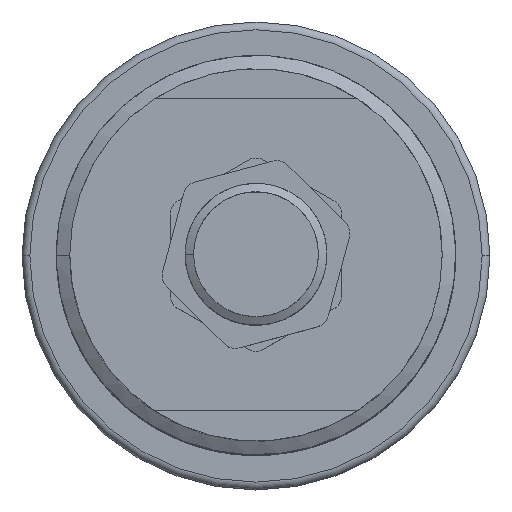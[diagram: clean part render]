
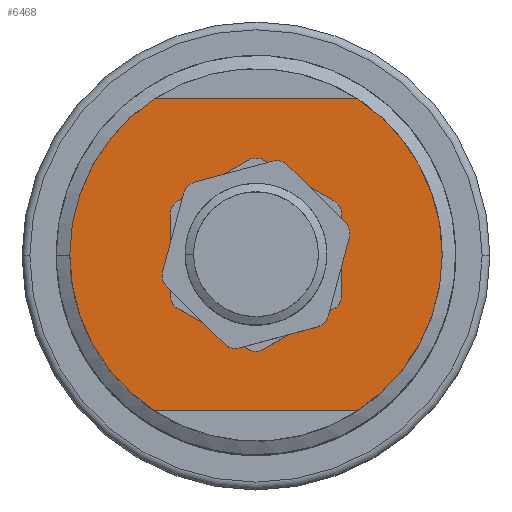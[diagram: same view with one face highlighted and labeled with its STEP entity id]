
A CAD part, top view. The second image highlights one B-rep face of the part: STEP entity #6468.
In plain terms, the highlighted planar face has unit normal (0, 0, 1).
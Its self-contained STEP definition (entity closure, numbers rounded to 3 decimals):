
#1275=EDGE_CURVE('NONE',#1276,#1278,#1280,.F.);
#1276=VERTEX_POINT('NONE',#1277);
#1277=CARTESIAN_POINT('',(3.262,5.0,23.9));
#1278=VERTEX_POINT('NONE',#1279);
#1279=CARTESIAN_POINT('',(5.97,0.,23.9));
#1280=CIRCLE('',#1281,5.97);
#1281=AXIS2_PLACEMENT_3D('',#1282,#1283,#1284);
#1282=CARTESIAN_POINT('',(0.0,0.0,23.9));
#1283=DIRECTION('',(0.0,0.0,1.0));
#1284=DIRECTION('',(1.0,0.0,0.0));
#1309=VERTEX_POINT('NONE',#1310);
#1310=CARTESIAN_POINT('',(-5.97,0.0,23.9));
#1316=EDGE_CURVE('NONE',#1309,#1317,#1319,.F.);
#1317=VERTEX_POINT('NONE',#1318);
#1318=CARTESIAN_POINT('',(-3.262,5.0,23.9));
#1319=CIRCLE('',#1320,5.97);
#1320=AXIS2_PLACEMENT_3D('',#1321,#1322,#1323);
#1321=CARTESIAN_POINT('',(0.0,0.0,23.9));
#1322=DIRECTION('',(0.0,0.0,1.0));
#1323=DIRECTION('',(1.0,0.0,0.0));
#2397=EDGE_CURVE('NONE',#1278,#2398,#2400,.F.);
#2398=VERTEX_POINT('NONE',#2399);
#2399=CARTESIAN_POINT('',(3.262,-5.0,23.9));
#2400=CIRCLE('',#2401,5.97);
#2401=AXIS2_PLACEMENT_3D('',#2402,#2403,#2404);
#2402=CARTESIAN_POINT('',(0.0,0.0,23.9));
#2403=DIRECTION('',(0.0,0.0,1.0));
#2404=DIRECTION('',(1.0,0.0,0.0));
#2424=VERTEX_POINT('NONE',#2425);
#2425=CARTESIAN_POINT('',(-3.262,-5.0,23.9));
#2431=EDGE_CURVE('NONE',#2424,#1309,#2432,.F.);
#2432=CIRCLE('',#2433,5.97);
#2433=AXIS2_PLACEMENT_3D('',#2434,#2435,#2436);
#2434=CARTESIAN_POINT('',(0.0,0.0,23.9));
#2435=DIRECTION('',(0.0,0.0,1.0));
#2436=DIRECTION('',(1.0,0.0,0.0));
#3167=VERTEX_POINT('NONE',#3168);
#3168=CARTESIAN_POINT('',(-2.0,0.0,23.9));
#4866=VERTEX_POINT('NONE',#4867);
#4867=CARTESIAN_POINT('',(0.,2.0,23.9));
#4873=EDGE_CURVE('NONE',#4866,#3167,#4874,.T.);
#4874=CIRCLE('',#4875,2.0);
#4875=AXIS2_PLACEMENT_3D('',#4876,#4877,#4878);
#4876=CARTESIAN_POINT('',(0.0,0.0,23.9));
#4877=DIRECTION('',(0.0,0.0,1.0));
#4878=DIRECTION('',(1.0,0.0,0.0));
#4902=VERTEX_POINT('NONE',#4903);
#4903=CARTESIAN_POINT('',(0.851,-2.105,23.9));
#4909=EDGE_CURVE('NONE',#4902,#4910,#4912,.F.);
#4910=VERTEX_POINT('NONE',#4911);
#4911=CARTESIAN_POINT('',(2.093,-0.881,23.9));
#4912=B_SPLINE_CURVE_WITH_KNOTS('',3,(#4913,#4914,#4915,#4916,#4917,#4918),.UNSPECIFIED.,.F.,.U.,(4,2,4),(0.0,0.001,0.002),.UNSPECIFIED.);
#4913=CARTESIAN_POINT('',(2.093,-0.881,23.9));
#4914=CARTESIAN_POINT('',(1.977,-1.156,23.9));
#4915=CARTESIAN_POINT('',(1.806,-1.408,23.9));
#4916=CARTESIAN_POINT('',(1.383,-1.826,23.9));
#4917=CARTESIAN_POINT('',(1.128,-1.993,23.9));
#4918=CARTESIAN_POINT('',(0.851,-2.105,23.9));
#5434=EDGE_CURVE('NONE',#3167,#4902,#5435,.F.);
#5435=B_SPLINE_CURVE_WITH_KNOTS('',3,(#5436,#5437,#5438,#5439,#5440,#5441,#5442,#5443,#5444,#5445,#5446,#5447,#5448,#5449,#5450,#5451,#5452,#5453),.UNSPECIFIED.,.F.,.U.,(4,2,2,2,2,2,2,2,4),(0.0,0.001,0.001,0.002,0.002,0.003,0.003,0.004,0.004),.UNSPECIFIED.);
#5436=CARTESIAN_POINT('',(0.851,-2.105,23.9));
#5437=CARTESIAN_POINT('',(0.685,-2.161,23.9));
#5438=CARTESIAN_POINT('',(0.515,-2.197,23.9));
#5439=CARTESIAN_POINT('',(0.168,-2.228,23.9));
#5440=CARTESIAN_POINT('',(-0.009,-2.223,23.9));
#5441=CARTESIAN_POINT('',(-0.352,-2.172,23.9));
#5442=CARTESIAN_POINT('',(-0.523,-2.126,23.9));
#5443=CARTESIAN_POINT('',(-0.846,-1.995,23.9));
#5444=CARTESIAN_POINT('',(-0.998,-1.912,23.9));
#5445=CARTESIAN_POINT('',(-1.282,-1.709,23.9));
#5446=CARTESIAN_POINT('',(-1.411,-1.589,23.9));
#5447=CARTESIAN_POINT('',(-1.633,-1.323,23.9));
#5448=CARTESIAN_POINT('',(-1.729,-1.174,23.9));
#5449=CARTESIAN_POINT('',(-1.878,-0.86,23.9));
#5450=CARTESIAN_POINT('',(-1.933,-0.694,23.9));
#5451=CARTESIAN_POINT('',(-2.,-0.349,23.9));
#5452=CARTESIAN_POINT('',(-2.011,-0.176,23.9));
#5453=CARTESIAN_POINT('',(-2.0,0.0,23.9));
#5964=EDGE_CURVE('NONE',#4910,#4866,#5965,.F.);
#5965=B_SPLINE_CURVE_WITH_KNOTS('',3,(#5966,#5967,#5968,#5969,#5970,#5971,#5972,#5973,#5974,#5975,#5976,#5977,#5978,#5979,#5980,#5981,#5982,#5983),.UNSPECIFIED.,.F.,.U.,(4,2,2,2,2,2,2,2,4),(0.0,0.001,0.001,0.002,0.002,0.003,0.003,0.004,0.004),.UNSPECIFIED.);
#5966=CARTESIAN_POINT('',(0.,2.0,23.9));
#5967=CARTESIAN_POINT('',(0.177,2.013,23.9));
#5968=CARTESIAN_POINT('',(0.351,2.002,23.9));
#5969=CARTESIAN_POINT('',(0.696,1.935,23.9));
#5970=CARTESIAN_POINT('',(0.865,1.878,23.9));
#5971=CARTESIAN_POINT('',(1.18,1.724,23.9));
#5972=CARTESIAN_POINT('',(1.329,1.626,23.9));
#5973=CARTESIAN_POINT('',(1.596,1.4,23.9));
#5974=CARTESIAN_POINT('',(1.717,1.27,23.9));
#5975=CARTESIAN_POINT('',(1.922,0.983,23.9));
#5976=CARTESIAN_POINT('',(2.005,0.83,23.9));
#5977=CARTESIAN_POINT('',(2.135,0.503,23.9));
#5978=CARTESIAN_POINT('',(2.179,0.331,23.9));
#5979=CARTESIAN_POINT('',(2.224,-0.016,23.9));
#5980=CARTESIAN_POINT('',(2.226,-0.194,23.9));
#5981=CARTESIAN_POINT('',(2.189,-0.543,23.9));
#5982=CARTESIAN_POINT('',(2.151,-0.713,23.9));
#5983=CARTESIAN_POINT('',(2.093,-0.881,23.9));
#6468=ADVANCED_FACE('NONE',(#6469,#6487),#6493,.T.);
#6469=FACE_BOUND('NONE',#6470,.T.);
#6470=EDGE_LOOP('',(#6471,#6477,#6478,#6479,#6485,#6486));
#6471=ORIENTED_EDGE('',*,*,#6472,.T.);
#6472=EDGE_CURVE('NONE',#2424,#2398,#6473,.F.);
#6473=LINE('',#6474,#6475);
#6474=CARTESIAN_POINT('',(0.0,-5.0,23.9));
#6475=VECTOR('',#6476,1.0);
#6476=DIRECTION('',(-1.0,0.0,0.0));
#6477=ORIENTED_EDGE('',*,*,#2397,.F.);
#6478=ORIENTED_EDGE('',*,*,#1275,.F.);
#6479=ORIENTED_EDGE('',*,*,#6480,.T.);
#6480=EDGE_CURVE('NONE',#1276,#1317,#6481,.F.);
#6481=LINE('',#6482,#6483);
#6482=CARTESIAN_POINT('',(0.0,5.0,23.9));
#6483=VECTOR('',#6484,1.0);
#6484=DIRECTION('',(1.0,0.0,0.0));
#6485=ORIENTED_EDGE('',*,*,#1316,.F.);
#6486=ORIENTED_EDGE('',*,*,#2431,.F.);
#6487=FACE_BOUND('NONE',#6488,.T.);
#6488=EDGE_LOOP('',(#6489,#6490,#6491,#6492));
#6489=ORIENTED_EDGE('',*,*,#4909,.F.);
#6490=ORIENTED_EDGE('',*,*,#5434,.F.);
#6491=ORIENTED_EDGE('',*,*,#4873,.F.);
#6492=ORIENTED_EDGE('',*,*,#5964,.F.);
#6493=PLANE('',#6494);
#6494=AXIS2_PLACEMENT_3D('',#6495,#6496,#6497);
#6495=CARTESIAN_POINT('',(0.0,0.0,23.9));
#6496=DIRECTION('',(0.0,0.0,1.0));
#6497=DIRECTION('',(1.0,0.0,0.0));
